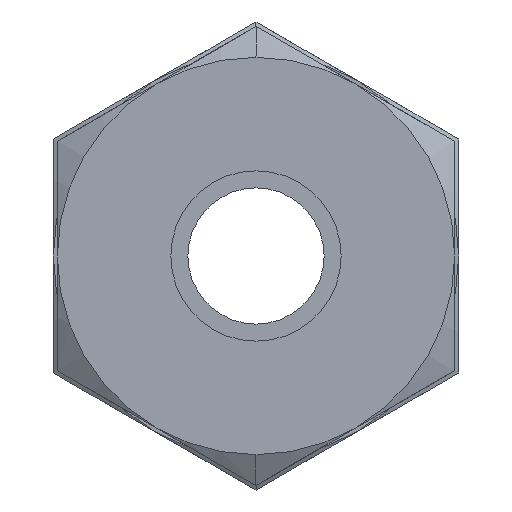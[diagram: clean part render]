
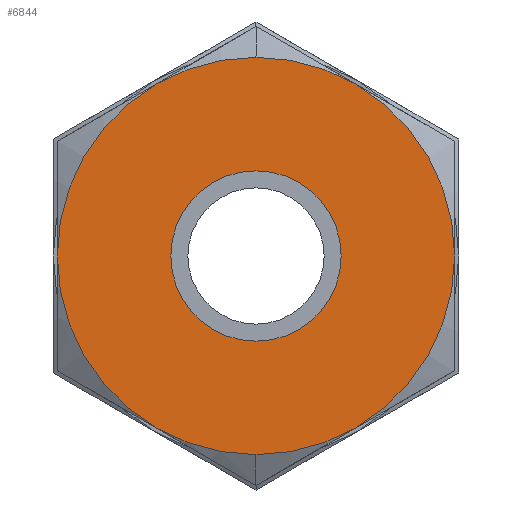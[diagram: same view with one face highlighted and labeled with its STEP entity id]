
A CAD part, left-side view. The second image highlights one B-rep face of the part: STEP entity #6844.
In plain terms, the highlighted planar face has unit normal (-1, 0, 0).
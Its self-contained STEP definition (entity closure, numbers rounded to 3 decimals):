
#36 = CARTESIAN_POINT ( 'NONE',  ( 0., 0., 3. ) ) ;
#276 = DIRECTION ( 'NONE',  ( 0., 0., -1. ) ) ;
#666 = VERTEX_POINT ( 'NONE', #2427 ) ;
#729 = DIRECTION ( 'NONE',  ( 1., 0., 0. ) ) ;
#1390 = EDGE_CURVE ( 'NONE', #666, #7805, #6906, .T. ) ;
#1500 = DIRECTION ( 'NONE',  ( 0., 0., -1. ) ) ;
#2257 = CARTESIAN_POINT ( 'NONE',  ( 0., 0., 0. ) ) ;
#2318 = CARTESIAN_POINT ( 'NONE',  ( 0., 0., 7. ) ) ;
#2427 = CARTESIAN_POINT ( 'NONE',  ( 0., 0., -3. ) ) ;
#2637 = EDGE_LOOP ( 'NONE', ( #2797, #4221 ) ) ;
#2789 = AXIS2_PLACEMENT_3D ( 'NONE', #7164, #8405, #5197 ) ;
#2797 = ORIENTED_EDGE ( 'NONE', *, *, #1390, .T. ) ;
#3172 = FACE_OUTER_BOUND ( 'NONE', #6748, .T. ) ;
#3214 = AXIS2_PLACEMENT_3D ( 'NONE', #2257, #6161, #276 ) ;
#3223 = CARTESIAN_POINT ( 'NONE',  ( 0., 0., 0. ) ) ;
#3268 = DIRECTION ( 'NONE',  ( 1., 0., 0. ) ) ;
#3599 = DIRECTION ( 'NONE',  ( 1., 0., 0. ) ) ;
#3663 = EDGE_CURVE ( 'NONE', #7141, #7559, #4146, .T. ) ;
#3809 = EDGE_CURVE ( 'NONE', #7805, #666, #7444, .T. ) ;
#3820 = PLANE ( 'NONE',  #2789 ) ;
#3829 = DIRECTION ( 'NONE',  ( 0., 0., 1. ) ) ;
#4146 = CIRCLE ( 'NONE', #5666, 7. ) ;
#4221 = ORIENTED_EDGE ( 'NONE', *, *, #3809, .T. ) ;
#4578 = CARTESIAN_POINT ( 'NONE',  ( 0., 0., -7. ) ) ;
#5197 = DIRECTION ( 'NONE',  ( 0., 0., 1. ) ) ;
#5279 = FACE_BOUND ( 'NONE', #2637, .T. ) ;
#5618 = ORIENTED_EDGE ( 'NONE', *, *, #6506, .F. ) ;
#5666 = AXIS2_PLACEMENT_3D ( 'NONE', #6184, #3599, #1500 ) ;
#5870 = ORIENTED_EDGE ( 'NONE', *, *, #3663, .F. ) ;
#5932 = CARTESIAN_POINT ( 'NONE',  ( 0., 0., 0. ) ) ;
#5972 = DIRECTION ( 'NONE',  ( 0., 0., 1. ) ) ;
#6161 = DIRECTION ( 'NONE',  ( 1., 0., 0. ) ) ;
#6184 = CARTESIAN_POINT ( 'NONE',  ( 0., 0., 0. ) ) ;
#6213 = CIRCLE ( 'NONE', #8259, 7. ) ;
#6506 = EDGE_CURVE ( 'NONE', #7559, #7141, #6213, .T. ) ;
#6748 = EDGE_LOOP ( 'NONE', ( #5618, #5870 ) ) ;
#6844 = ADVANCED_FACE ( 'NONE', ( #5279, #3172 ), #3820, .T. ) ;
#6906 = CIRCLE ( 'NONE', #3214, 3. ) ;
#7039 = AXIS2_PLACEMENT_3D ( 'NONE', #3223, #3268, #5972 ) ;
#7141 = VERTEX_POINT ( 'NONE', #4578 ) ;
#7164 = CARTESIAN_POINT ( 'NONE',  ( 0., 0., 3.5 ) ) ;
#7444 = CIRCLE ( 'NONE', #7039, 3. ) ;
#7559 = VERTEX_POINT ( 'NONE', #2318 ) ;
#7805 = VERTEX_POINT ( 'NONE', #36 ) ;
#8259 = AXIS2_PLACEMENT_3D ( 'NONE', #5932, #729, #3829 ) ;
#8405 = DIRECTION ( 'NONE',  ( -1., 0., 0. ) ) ;
